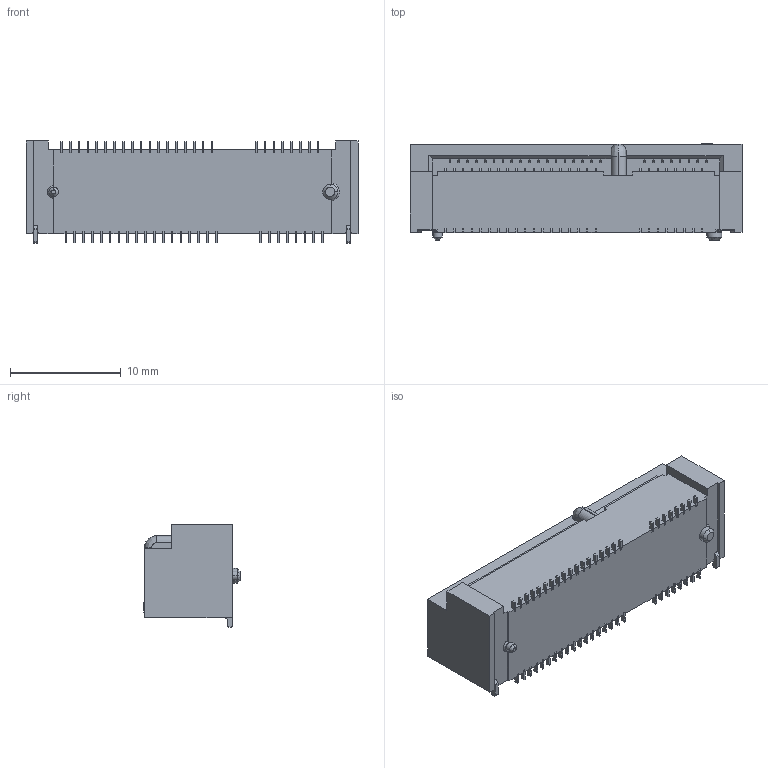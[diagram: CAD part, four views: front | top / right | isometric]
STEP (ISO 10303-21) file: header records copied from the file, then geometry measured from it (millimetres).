
FILE_DESCRIPTION(('STEP AP242'),'1');
FILE_NAME('1759503-1.stp','2022-07-17T11:16:12',('TraceParts'),('TraceParts S.A.'),'Spatial InterOp 3D',' ',' ');
FILE_SCHEMA(('AP242_MANAGED_MODEL_BASED_3D_ENGINEERING_MIM_LF {1 0 10303 442 1 1 4}'));
Length unit declared in the file: millimetre
Products named in the file (1): 1759503-1
Bounding box: 30 x 8.68 x 9.22 mm (x, y, z)
Volume: 1659.8 mm3; surface area: 1304.8 mm2
Topology: 1 solids, 1 shells, 867 faces, 2492 edges, 1656 vertices
Faces by surface type: plane 494, cylinder 361, cone 10, bspline 2
Entity records: 28545 total; most frequent: CARTESIAN_POINT 5064, ORIENTED_EDGE 4984, DIRECTION 4960, EDGE_CURVE 2492, LINE 1748, VECTOR 1748, VERTEX_POINT 1656, AXIS2_PLACEMENT_3D 1606
